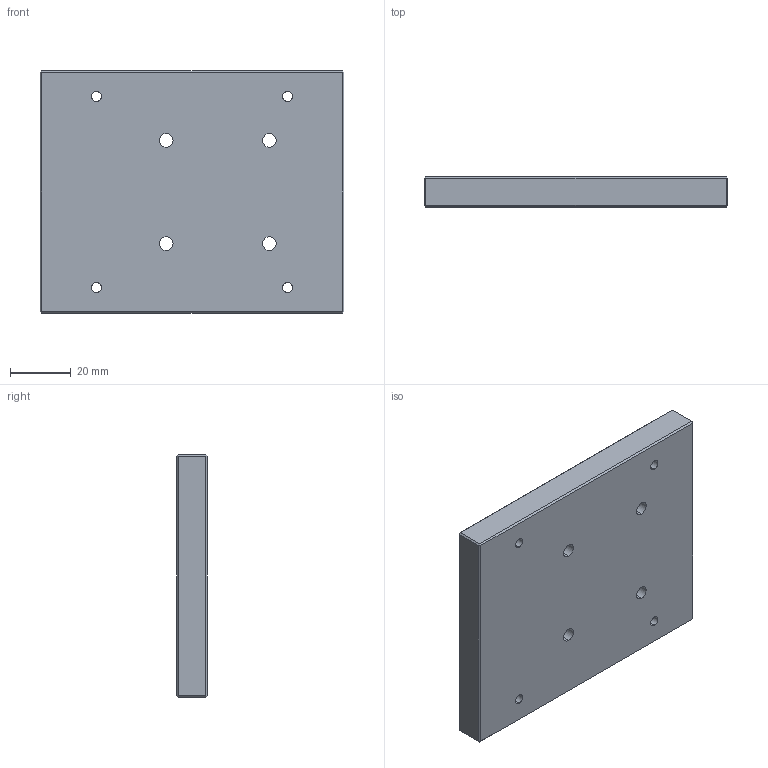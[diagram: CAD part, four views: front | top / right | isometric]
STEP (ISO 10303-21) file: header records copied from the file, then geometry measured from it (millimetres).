
FILE_DESCRIPTION (( 'STEP AP203' ), '1' );
FILE_NAME ('BP-23.step', '2019-05-09T08:55:46', ( '' ), ( '' ), 'SwSTEP 2.0', 'SolidWorks 2016', '' );
FILE_SCHEMA (( 'CONFIG_CONTROL_DESIGN' ));
Length unit declared in the file: millimetre
Products named in the file (1): BP-23
Bounding box: 100 x 10 x 80 mm (x, y, z)
Volume: 78308.8 mm3; surface area: 20358.8 mm2
Topology: 1 solids, 1 shells, 54 faces, 128 edges, 80 vertices
Faces by surface type: plane 30, cylinder 24
Entity records: 1661 total; most frequent: DIRECTION 286, CARTESIAN_POINT 263, ORIENTED_EDGE 256, EDGE_CURVE 128, AXIS2_PLACEMENT_3D 103, LINE 80, VERTEX_POINT 80, VECTOR 80
